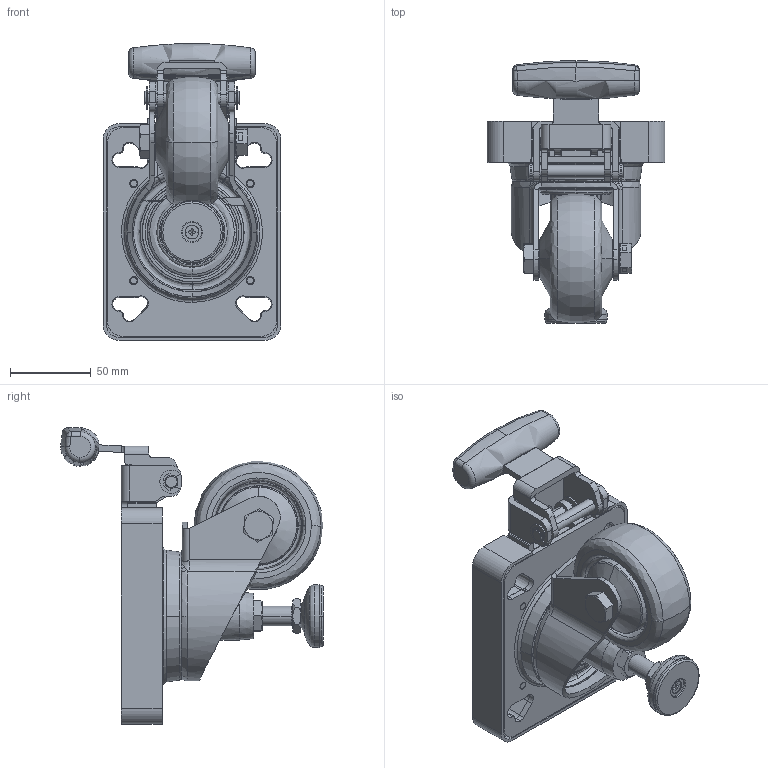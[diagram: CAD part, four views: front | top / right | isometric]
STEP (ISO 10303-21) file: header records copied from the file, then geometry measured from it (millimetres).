
FILE_DESCRIPTION (( 'STEP AP214' ), '1' );
FILE_NAME ('098LF080UF134110ESD.STEP', '2023-12-15T08:26:50', ( '' ), ( '' ), 'SwSTEP 2.0', 'SolidWorks 2023', '' );
FILE_SCHEMA (( 'AUTOMOTIVE_DESIGN' ));
Length unit declared in the file: millimetre
Products named in the file (29): 4din7500mm0516m_4DIN7500MM0525M; FATH-00017074_X_098LFR01; 9E040ZVG12025M_Standard; 098xe_098xem; FATH-00017067_X_098LFR03; 098EG040S03_098EG040S03; 098LF134110R04_098LF134110R04; FATH-00017253_X_098LF080R01; 098LF080_A-TAB_Housing_Roller_ZB_098S080UF134110ESD; 000186810&20; FATH-00018680_098LF134110R03_098LF134110R03; FATH-00017871_X_4DIN931M1060M; 098LF080UF134110ESD; FATH-00007993_X_4DIN6799D07; FATH-00018382_X_Selection No pls; 098e0_0__098E040ZV; FATH-00017066_X_4ISO23380826; 098EM12025MS03_098EM12025MS03; FATH-00017284_X_098LF134110; 4DIN6798D1018M; 4din7500mm0516m_4DIN7500MM0516M; FATH-00018177_X_4DIN934M10MS02; 098LF134110R01_098LF134110R01; 4din439bm12m_4DIN439BM12M; FATH-00017075_X_098LFR07; FATH-00017091_X_4ISO23380844; FATH-00017821_X_098LFR04; 098S080UESDS01_098S080UESDS01; FATH-00018771_098LF134110R07_098LF134110R07
Assembly tree (37 placements, depth 4):
  098LF080UF134110ESD
    4din7500mm0516m_4DIN7500MM0525M  x4
    098LF080_A-TAB_Housing_Roller_ZB_098S080UF134110ESD
      FATH-00017253_X_098LF080R01
      FATH-00017871_X_4DIN931M1060M
      FATH-00018177_X_4DIN934M10MS02
      4DIN6798D1018M
      098S080UESDS01_098S080UESDS01
    FATH-00018771_098LF134110R07_098LF134110R07
      FATH-00017284_X_098LF134110
      098LF134110R01_098LF134110R01
      FATH-00017066_X_4ISO23380826  x2
      FATH-00017091_X_4ISO23380844
      FATH-00017067_X_098LFR03  x2
      FATH-00007993_X_4DIN6799D07  x4
      FATH-00017821_X_098LFR04
      FATH-00018382_X_Selection No pls
      FATH-00018680_098LF134110R03_098LF134110R03
        098LF134110R04_098LF134110R04
        000186810&20
      FATH-00017074_X_098LFR01
      FATH-00017075_X_098LFR07
      4din7500mm0516m_4DIN7500MM0516M  x2
    9E040ZVG12025M_Standard
      098e0_0__098E040ZV
      098EG040S03_098EG040S03
      098EM12025MS03_098EM12025MS03
      098xe_098xem
      4din439bm12m_4DIN439BM12M
Bounding box: 110 x 162.18 x 183.51 mm (x, y, z)
Volume: 519510.3 mm3; surface area: 294246.4 mm2
Topology: 82 solids, 82 shells, 3596 faces, 9871 edges, 6261 vertices
Faces by surface type: cylinder 1824, plane 738, cone 452, bspline 326, torus 234, sphere 22
Entity records: 129507 total; most frequent: CARTESIAN_POINT 49659, ORIENTED_EDGE 18206, DIRECTION 14194, EDGE_CURVE 9103, VERTEX_POINT 5915, AXIS2_PLACEMENT_3D 5850, B_SPLINE_CURVE_WITH_KNOTS 3729, EDGE_LOOP 3556
